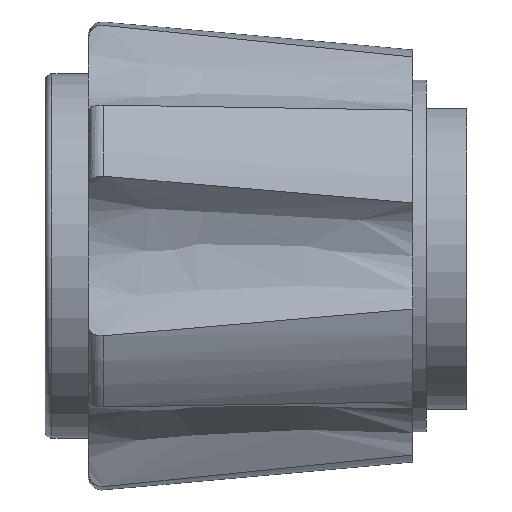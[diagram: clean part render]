
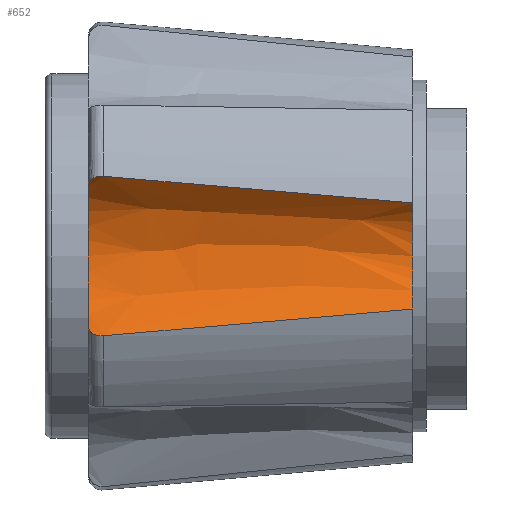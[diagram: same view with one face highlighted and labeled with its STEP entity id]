
A CAD part, left-side view. The second image highlights one B-rep face of the part: STEP entity #652.
In plain terms, the highlighted free-form (B-spline) face has degree [3, 3] with [6, 4] control points.
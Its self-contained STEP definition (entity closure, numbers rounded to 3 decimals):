
#16=B_SPLINE_SURFACE_WITH_KNOTS('',3,3,((#1126,#1127,#1128,#1129),(#1130,
#1131,#1132,#1133),(#1134,#1135,#1136,#1137),(#1138,#1139,#1140,#1141),
(#1142,#1143,#1144,#1145),(#1146,#1147,#1148,#1149)),.UNSPECIFIED.,.F.,
 .F.,.F.,(4,1,1,4),(4,4),(0.,0.286,0.571,1.),(0.,
1.),.UNSPECIFIED.);
#22=B_SPLINE_CURVE_WITH_KNOTS('',3,(#1098,#1099,#1100,#1101,#1102,#1103,
#1104,#1105,#1106,#1107,#1108,#1109,#1110,#1111),.UNSPECIFIED.,.F.,.F.,
(4,2,2,2,2,2,4),(-0.09,-0.089,-0.078,
-0.064,-0.044,-0.024,0.),
 .UNSPECIFIED.);
#24=B_SPLINE_CURVE_WITH_KNOTS('',3,(#1151,#1152,#1153,#1154,#1155,#1156),
 .UNSPECIFIED.,.F.,.F.,(4,2,4),(-1.154,-0.598,0.),
 .UNSPECIFIED.);
#25=B_SPLINE_CURVE_WITH_KNOTS('',3,(#1162,#1163,#1164,#1165,#1166,#1167),
 .UNSPECIFIED.,.F.,.F.,(4,2,4),(-1.206,-0.601,-0.058),
 .UNSPECIFIED.);
#26=B_SPLINE_CURVE_WITH_KNOTS('',3,(#1168,#1169,#1170,#1171,#1172,#1173,
#1174,#1175,#1176,#1177,#1178,#1179,#1180,#1181),.UNSPECIFIED.,.F.,.F.,
(4,2,2,2,2,2,4),(0.,0.014,0.028,0.046,
0.066,0.079,0.09),.UNSPECIFIED.);
#108=FACE_OUTER_BOUND('',#153,.T.);
#153=EDGE_LOOP('',(#471,#472,#473,#474,#475,#476,#477,#478));
#202=CIRCLE('',#718,3.84);
#215=CIRCLE('',#736,3.84);
#219=CIRCLE('',#741,2.657);
#220=CIRCLE('',#742,2.657);
#258=VERTEX_POINT('',#1038);
#267=VERTEX_POINT('',#1061);
#276=VERTEX_POINT('',#1089);
#279=VERTEX_POINT('',#1096);
#280=VERTEX_POINT('',#1150);
#281=VERTEX_POINT('',#1157);
#282=VERTEX_POINT('',#1159);
#283=VERTEX_POINT('',#1161);
#335=EDGE_CURVE('',#267,#258,#202,.T.);
#348=EDGE_CURVE('',#258,#276,#215,.T.);
#352=EDGE_CURVE('',#279,#267,#22,.T.);
#354=EDGE_CURVE('',#279,#280,#24,.T.);
#355=EDGE_CURVE('',#280,#281,#219,.T.);
#356=EDGE_CURVE('',#281,#282,#220,.T.);
#357=EDGE_CURVE('',#282,#283,#25,.T.);
#358=EDGE_CURVE('',#276,#283,#26,.T.);
#471=ORIENTED_EDGE('',*,*,#352,.F.);
#472=ORIENTED_EDGE('',*,*,#354,.T.);
#473=ORIENTED_EDGE('',*,*,#355,.T.);
#474=ORIENTED_EDGE('',*,*,#356,.T.);
#475=ORIENTED_EDGE('',*,*,#357,.T.);
#476=ORIENTED_EDGE('',*,*,#358,.F.);
#477=ORIENTED_EDGE('',*,*,#348,.F.);
#478=ORIENTED_EDGE('',*,*,#335,.F.);
#652=ADVANCED_FACE('',(#108),#16,.T.);
#718=AXIS2_PLACEMENT_3D('',#1063,#846,#847);
#736=AXIS2_PLACEMENT_3D('',#1090,#882,#883);
#741=AXIS2_PLACEMENT_3D('',#1158,#892,#893);
#742=AXIS2_PLACEMENT_3D('',#1160,#894,#895);
#846=DIRECTION('center_axis',(0.,-1.,0.));
#847=DIRECTION('ref_axis',(0.619,0.,0.785));
#882=DIRECTION('center_axis',(0.,-1.,0.));
#883=DIRECTION('ref_axis',(0.619,0.,0.785));
#892=DIRECTION('center_axis',(0.,-1.,0.));
#893=DIRECTION('ref_axis',(0.673,0.,0.739));
#894=DIRECTION('center_axis',(0.,-1.,0.));
#895=DIRECTION('ref_axis',(0.673,0.,0.739));
#1038=CARTESIAN_POINT('',(-6.75,14.,0.));
#1061=CARTESIAN_POINT('',(-7.753,14.,-2.588));
#1063=CARTESIAN_POINT('Origin',(-10.59,14.,0.));
#1089=CARTESIAN_POINT('',(-7.753,14.,2.588));
#1090=CARTESIAN_POINT('Origin',(-10.59,14.,0.));
#1096=CARTESIAN_POINT('',(-8.152,13.431,-2.949));
#1098=CARTESIAN_POINT('Ctrl Pts',(-8.152,13.431,-2.949));
#1099=CARTESIAN_POINT('Ctrl Pts',(-8.152,13.433,-2.95));
#1100=CARTESIAN_POINT('Ctrl Pts',(-8.152,13.435,-2.95));
#1101=CARTESIAN_POINT('Ctrl Pts',(-8.156,13.474,-2.954));
#1102=CARTESIAN_POINT('Ctrl Pts',(-8.156,13.511,-2.955));
#1103=CARTESIAN_POINT('Ctrl Pts',(-8.149,13.596,-2.952));
#1104=CARTESIAN_POINT('Ctrl Pts',(-8.139,13.642,-2.945));
#1105=CARTESIAN_POINT('Ctrl Pts',(-8.104,13.746,-2.92));
#1106=CARTESIAN_POINT('Ctrl Pts',(-8.075,13.799,-2.897));
#1107=CARTESIAN_POINT('Ctrl Pts',(-8.003,13.893,-2.835));
#1108=CARTESIAN_POINT('Ctrl Pts',(-7.96,13.93,-2.797));
#1109=CARTESIAN_POINT('Ctrl Pts',(-7.861,13.986,-2.703));
#1110=CARTESIAN_POINT('Ctrl Pts',(-7.806,14.,-2.646));
#1111=CARTESIAN_POINT('Ctrl Pts',(-7.753,14.,-2.588));
#1126=CARTESIAN_POINT('Ctrl Pts',(-7.368,2.,-1.964));
#1127=CARTESIAN_POINT('Ctrl Pts',(-7.65,6.,-2.315));
#1128=CARTESIAN_POINT('Ctrl Pts',(-7.932,10.,-2.666));
#1129=CARTESIAN_POINT('Ctrl Pts',(-8.214,14.,-3.016));
#1130=CARTESIAN_POINT('Ctrl Pts',(-7.056,2.,-1.681));
#1131=CARTESIAN_POINT('Ctrl Pts',(-7.269,6.,-1.99));
#1132=CARTESIAN_POINT('Ctrl Pts',(-7.482,10.,-2.299));
#1133=CARTESIAN_POINT('Ctrl Pts',(-7.695,14.,-2.607));
#1134=CARTESIAN_POINT('Ctrl Pts',(-6.573,2.,-0.964));
#1135=CARTESIAN_POINT('Ctrl Pts',(-6.674,6.,-1.148));
#1136=CARTESIAN_POINT('Ctrl Pts',(-6.775,10.,-1.333));
#1137=CARTESIAN_POINT('Ctrl Pts',(-6.876,14.,-1.518));
#1138=CARTESIAN_POINT('Ctrl Pts',(-6.39,2.,0.543));
#1139=CARTESIAN_POINT('Ctrl Pts',(-6.447,6.,0.648));
#1140=CARTESIAN_POINT('Ctrl Pts',(-6.504,10.,0.753));
#1141=CARTESIAN_POINT('Ctrl Pts',(-6.562,14.,0.858));
#1142=CARTESIAN_POINT('Ctrl Pts',(-6.901,2.,1.539));
#1143=CARTESIAN_POINT('Ctrl Pts',(-7.078,6.,1.828));
#1144=CARTESIAN_POINT('Ctrl Pts',(-7.258,10.,2.114));
#1145=CARTESIAN_POINT('Ctrl Pts',(-7.435,14.,2.403));
#1146=CARTESIAN_POINT('Ctrl Pts',(-7.368,2.,1.964));
#1147=CARTESIAN_POINT('Ctrl Pts',(-7.65,6.,2.315));
#1148=CARTESIAN_POINT('Ctrl Pts',(-7.932,10.,2.666));
#1149=CARTESIAN_POINT('Ctrl Pts',(-8.214,14.,3.016));
#1150=CARTESIAN_POINT('',(-7.368,2.,-1.964));
#1151=CARTESIAN_POINT('Ctrl Pts',(-8.152,13.431,-2.949));
#1152=CARTESIAN_POINT('Ctrl Pts',(-7.958,11.607,-2.736));
#1153=CARTESIAN_POINT('Ctrl Pts',(-7.797,9.772,-2.544));
#1154=CARTESIAN_POINT('Ctrl Pts',(-7.53,5.959,-2.206));
#1155=CARTESIAN_POINT('Ctrl Pts',(-7.429,3.991,-2.067));
#1156=CARTESIAN_POINT('Ctrl Pts',(-7.368,2.,-1.964));
#1157=CARTESIAN_POINT('',(-6.5,2.,0.));
#1158=CARTESIAN_POINT('Origin',(-9.157,2.,0.));
#1159=CARTESIAN_POINT('',(-7.368,2.,1.964));
#1160=CARTESIAN_POINT('Origin',(-9.157,2.,0.));
#1161=CARTESIAN_POINT('',(-8.152,13.431,2.949));
#1162=CARTESIAN_POINT('Ctrl Pts',(-7.368,2.,1.964));
#1163=CARTESIAN_POINT('Ctrl Pts',(-7.43,4.024,2.069));
#1164=CARTESIAN_POINT('Ctrl Pts',(-7.533,6.025,2.211));
#1165=CARTESIAN_POINT('Ctrl Pts',(-7.802,9.837,2.551));
#1166=CARTESIAN_POINT('Ctrl Pts',(-7.961,11.64,2.74));
#1167=CARTESIAN_POINT('Ctrl Pts',(-8.152,13.431,2.949));
#1168=CARTESIAN_POINT('Ctrl Pts',(-7.753,14.,2.588));
#1169=CARTESIAN_POINT('Ctrl Pts',(-7.785,14.,2.623));
#1170=CARTESIAN_POINT('Ctrl Pts',(-7.817,13.995,2.657));
#1171=CARTESIAN_POINT('Ctrl Pts',(-7.881,13.974,2.722));
#1172=CARTESIAN_POINT('Ctrl Pts',(-7.913,13.958,2.753));
#1173=CARTESIAN_POINT('Ctrl Pts',(-7.983,13.91,2.818));
#1174=CARTESIAN_POINT('Ctrl Pts',(-8.02,13.873,2.85));
#1175=CARTESIAN_POINT('Ctrl Pts',(-8.085,13.782,2.905));
#1176=CARTESIAN_POINT('Ctrl Pts',(-8.112,13.728,2.926));
#1177=CARTESIAN_POINT('Ctrl Pts',(-8.143,13.625,2.948));
#1178=CARTESIAN_POINT('Ctrl Pts',(-8.151,13.58,2.953));
#1179=CARTESIAN_POINT('Ctrl Pts',(-8.156,13.5,2.955));
#1180=CARTESIAN_POINT('Ctrl Pts',(-8.156,13.465,2.953));
#1181=CARTESIAN_POINT('Ctrl Pts',(-8.152,13.431,2.949));
